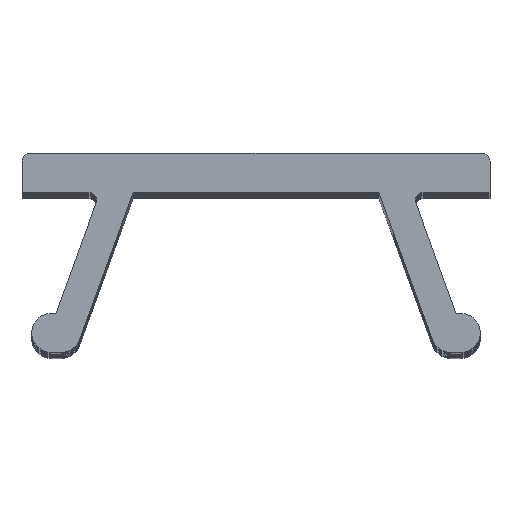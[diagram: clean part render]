
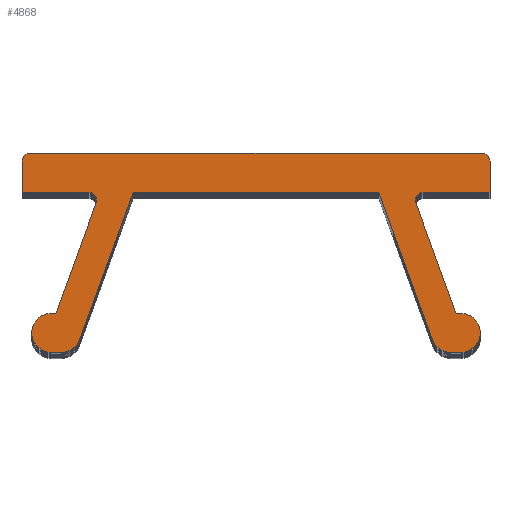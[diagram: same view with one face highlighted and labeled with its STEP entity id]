
A CAD part, top view. The second image highlights one B-rep face of the part: STEP entity #4868.
In plain terms, the highlighted planar face has unit normal (0, 0, 1).
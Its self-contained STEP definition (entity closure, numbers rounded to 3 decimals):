
#201=DIRECTION('',(1.,0.,0.));
#202=VECTOR('',#201,6.3);
#203=CARTESIAN_POINT('',(-3.15,1.55,40.9));
#204=LINE('',#203,#202);
#205=DIRECTION('',(-0.342,-0.94,0.));
#206=VECTOR('',#205,4.013);
#207=CARTESIAN_POINT('',(-3.15,1.55,40.9));
#208=LINE('',#207,#206);
#209=CARTESIAN_POINT('',(-4.992,-2.05,40.9));
#210=DIRECTION('',(0.,0.,1.));
#211=DIRECTION('',(0.,-1.,0.));
#212=AXIS2_PLACEMENT_3D('',#209,#210,#211);
#214=DIRECTION('',(1.,0.,0.));
#215=VECTOR('',#214,0.256);
#216=CARTESIAN_POINT('',(-5.249,-2.55,40.9));
#217=LINE('',#216,#215);
#218=CARTESIAN_POINT('',(-5.249,-2.05,40.9));
#219=DIRECTION('',(0.,0.,1.));
#220=DIRECTION('',(0.,1.,0.));
#221=AXIS2_PLACEMENT_3D('',#218,#219,#220);
#223=DIRECTION('',(-1.,0.,0.));
#224=VECTOR('',#223,0.119);
#225=CARTESIAN_POINT('',(-5.13,-1.55,40.9));
#226=LINE('',#225,#224);
#227=DIRECTION('',(-0.342,-0.94,0.));
#228=VECTOR('',#227,3.013);
#229=CARTESIAN_POINT('',(-4.099,1.282,40.9));
#230=LINE('',#229,#228);
#231=CARTESIAN_POINT('',(-4.287,1.35,40.9));
#232=DIRECTION('',(0.,0.,-1.));
#233=DIRECTION('',(0.,1.,0.));
#234=AXIS2_PLACEMENT_3D('',#231,#232,#233);
#236=DIRECTION('',(1.,0.,0.));
#237=VECTOR('',#236,1.713);
#238=CARTESIAN_POINT('',(-6.,1.55,40.9));
#239=LINE('',#238,#237);
#240=DIRECTION('',(0.,-1.,0.));
#241=VECTOR('',#240,0.8);
#242=CARTESIAN_POINT('',(-6.,2.35,40.9));
#243=LINE('',#242,#241);
#244=CARTESIAN_POINT('',(-5.8,2.35,40.9));
#245=DIRECTION('',(0.,0.,1.));
#246=DIRECTION('',(0.,1.,0.));
#247=AXIS2_PLACEMENT_3D('',#244,#245,#246);
#249=DIRECTION('',(-1.,0.,0.));
#250=VECTOR('',#249,11.6);
#251=CARTESIAN_POINT('',(5.8,2.55,40.9));
#252=LINE('',#251,#250);
#253=CARTESIAN_POINT('',(5.8,2.35,40.9));
#254=DIRECTION('',(0.,0.,1.));
#255=DIRECTION('',(1.,0.,0.));
#256=AXIS2_PLACEMENT_3D('',#253,#254,#255);
#258=DIRECTION('',(0.,1.,0.));
#259=VECTOR('',#258,0.8);
#260=CARTESIAN_POINT('',(6.,1.55,40.9));
#261=LINE('',#260,#259);
#262=DIRECTION('',(1.,0.,0.));
#263=VECTOR('',#262,1.713);
#264=CARTESIAN_POINT('',(4.287,1.55,40.9));
#265=LINE('',#264,#263);
#266=CARTESIAN_POINT('',(4.287,1.35,40.9));
#267=DIRECTION('',(0.,0.,-1.));
#268=DIRECTION('',(-0.94,-0.342,0.));
#269=AXIS2_PLACEMENT_3D('',#266,#267,#268);
#271=DIRECTION('',(-0.342,0.94,0.));
#272=VECTOR('',#271,3.013);
#273=CARTESIAN_POINT('',(5.13,-1.55,40.9));
#274=LINE('',#273,#272);
#275=DIRECTION('',(-1.,0.,0.));
#276=VECTOR('',#275,0.119);
#277=CARTESIAN_POINT('',(5.249,-1.55,40.9));
#278=LINE('',#277,#276);
#279=CARTESIAN_POINT('',(5.249,-2.05,40.9));
#280=DIRECTION('',(0.,0.,1.));
#281=DIRECTION('',(0.,-1.,0.));
#282=AXIS2_PLACEMENT_3D('',#279,#280,#281);
#284=DIRECTION('',(1.,0.,0.));
#285=VECTOR('',#284,0.256);
#286=CARTESIAN_POINT('',(4.992,-2.55,40.9));
#287=LINE('',#286,#285);
#288=CARTESIAN_POINT('',(4.992,-2.05,40.9));
#289=DIRECTION('',(0.,0.,1.));
#290=DIRECTION('',(-0.94,-0.342,0.));
#291=AXIS2_PLACEMENT_3D('',#288,#289,#290);
#293=DIRECTION('',(-0.342,0.94,0.));
#294=VECTOR('',#293,4.013);
#295=CARTESIAN_POINT('',(4.523,-2.221,40.9));
#296=LINE('',#295,#294);
#3897=CARTESIAN_POINT('',(4.523,-2.221,40.9));
#3898=CARTESIAN_POINT('',(4.992,-2.55,40.9));
#3899=VERTEX_POINT('',#3897);
#3900=VERTEX_POINT('',#3898);
#3901=CARTESIAN_POINT('',(5.249,-2.55,40.9));
#3902=VERTEX_POINT('',#3901);
#3903=CARTESIAN_POINT('',(5.249,-1.55,40.9));
#3904=VERTEX_POINT('',#3903);
#3905=CARTESIAN_POINT('',(5.13,-1.55,40.9));
#3906=VERTEX_POINT('',#3905);
#3907=CARTESIAN_POINT('',(4.099,1.282,40.9));
#3908=VERTEX_POINT('',#3907);
#3909=CARTESIAN_POINT('',(4.287,1.55,40.9));
#3910=VERTEX_POINT('',#3909);
#3911=CARTESIAN_POINT('',(6.,1.55,40.9));
#3912=VERTEX_POINT('',#3911);
#3913=CARTESIAN_POINT('',(6.,2.35,40.9));
#3914=VERTEX_POINT('',#3913);
#3915=CARTESIAN_POINT('',(5.8,2.55,40.9));
#3916=VERTEX_POINT('',#3915);
#3917=CARTESIAN_POINT('',(-5.8,2.55,40.9));
#3918=VERTEX_POINT('',#3917);
#3919=CARTESIAN_POINT('',(-6.,2.35,40.9));
#3920=VERTEX_POINT('',#3919);
#3921=CARTESIAN_POINT('',(-6.,1.55,40.9));
#3922=VERTEX_POINT('',#3921);
#3923=CARTESIAN_POINT('',(-4.287,1.55,40.9));
#3924=VERTEX_POINT('',#3923);
#3925=CARTESIAN_POINT('',(-4.099,1.282,40.9));
#3926=VERTEX_POINT('',#3925);
#3927=CARTESIAN_POINT('',(-5.13,-1.55,40.9));
#3928=VERTEX_POINT('',#3927);
#3929=CARTESIAN_POINT('',(-5.249,-1.55,40.9));
#3930=VERTEX_POINT('',#3929);
#3931=CARTESIAN_POINT('',(-5.249,-2.55,40.9));
#3932=VERTEX_POINT('',#3931);
#3933=CARTESIAN_POINT('',(-4.992,-2.55,40.9));
#3934=VERTEX_POINT('',#3933);
#3935=CARTESIAN_POINT('',(-4.523,-2.221,40.9));
#3936=VERTEX_POINT('',#3935);
#4613=CARTESIAN_POINT('',(-3.15,1.55,40.9));
#4614=CARTESIAN_POINT('',(3.15,1.55,40.9));
#4615=VERTEX_POINT('',#4613);
#4616=VERTEX_POINT('',#4614);
#4818=CARTESIAN_POINT('',(0.,0.,40.9));
#4819=DIRECTION('',(0.,0.,1.));
#4820=DIRECTION('',(1.,0.,0.));
#4821=AXIS2_PLACEMENT_3D('',#4818,#4819,#4820);
#4822=PLANE('',#4821);
#4824=ORIENTED_EDGE('',*,*,#4823,.F.);
#4825=ORIENTED_EDGE('',*,*,#4701,.T.);
#4827=ORIENTED_EDGE('',*,*,#4826,.F.);
#4829=ORIENTED_EDGE('',*,*,#4828,.F.);
#4831=ORIENTED_EDGE('',*,*,#4830,.F.);
#4833=ORIENTED_EDGE('',*,*,#4832,.F.);
#4835=ORIENTED_EDGE('',*,*,#4834,.F.);
#4837=ORIENTED_EDGE('',*,*,#4836,.F.);
#4839=ORIENTED_EDGE('',*,*,#4838,.F.);
#4841=ORIENTED_EDGE('',*,*,#4840,.F.);
#4843=ORIENTED_EDGE('',*,*,#4842,.F.);
#4845=ORIENTED_EDGE('',*,*,#4844,.F.);
#4847=ORIENTED_EDGE('',*,*,#4846,.F.);
#4849=ORIENTED_EDGE('',*,*,#4848,.F.);
#4851=ORIENTED_EDGE('',*,*,#4850,.F.);
#4853=ORIENTED_EDGE('',*,*,#4852,.F.);
#4855=ORIENTED_EDGE('',*,*,#4854,.F.);
#4857=ORIENTED_EDGE('',*,*,#4856,.F.);
#4859=ORIENTED_EDGE('',*,*,#4858,.F.);
#4861=ORIENTED_EDGE('',*,*,#4860,.F.);
#4863=ORIENTED_EDGE('',*,*,#4862,.F.);
#4865=ORIENTED_EDGE('',*,*,#4864,.T.);
#4866=EDGE_LOOP('',(#4824,#4825,#4827,#4829,#4831,#4833,#4835,#4837,#4839,#4841,
#4843,#4845,#4847,#4849,#4851,#4853,#4855,#4857,#4859,#4861,#4863,#4865));
#4867=FACE_OUTER_BOUND('',#4866,.F.);
#4868=ADVANCED_FACE('',(#4867),#4822,.T.);
#213=CIRCLE('',#212,0.5);
#222=CIRCLE('',#221,0.5);
#235=CIRCLE('',#234,0.2);
#248=CIRCLE('',#247,0.2);
#257=CIRCLE('',#256,0.2);
#270=CIRCLE('',#269,0.2);
#283=CIRCLE('',#282,0.5);
#292=CIRCLE('',#291,0.5);
#4701=EDGE_CURVE('',#4615,#3936,#208,.T.);
#4823=EDGE_CURVE('',#4615,#4616,#204,.T.);
#4826=EDGE_CURVE('',#3934,#3936,#213,.T.);
#4828=EDGE_CURVE('',#3932,#3934,#217,.T.);
#4830=EDGE_CURVE('',#3930,#3932,#222,.T.);
#4832=EDGE_CURVE('',#3928,#3930,#226,.T.);
#4834=EDGE_CURVE('',#3926,#3928,#230,.T.);
#4836=EDGE_CURVE('',#3924,#3926,#235,.T.);
#4838=EDGE_CURVE('',#3922,#3924,#239,.T.);
#4840=EDGE_CURVE('',#3920,#3922,#243,.T.);
#4842=EDGE_CURVE('',#3918,#3920,#248,.T.);
#4844=EDGE_CURVE('',#3916,#3918,#252,.T.);
#4846=EDGE_CURVE('',#3914,#3916,#257,.T.);
#4848=EDGE_CURVE('',#3912,#3914,#261,.T.);
#4850=EDGE_CURVE('',#3910,#3912,#265,.T.);
#4852=EDGE_CURVE('',#3908,#3910,#270,.T.);
#4854=EDGE_CURVE('',#3906,#3908,#274,.T.);
#4856=EDGE_CURVE('',#3904,#3906,#278,.T.);
#4858=EDGE_CURVE('',#3902,#3904,#283,.T.);
#4860=EDGE_CURVE('',#3900,#3902,#287,.T.);
#4862=EDGE_CURVE('',#3899,#3900,#292,.T.);
#4864=EDGE_CURVE('',#3899,#4616,#296,.T.);
